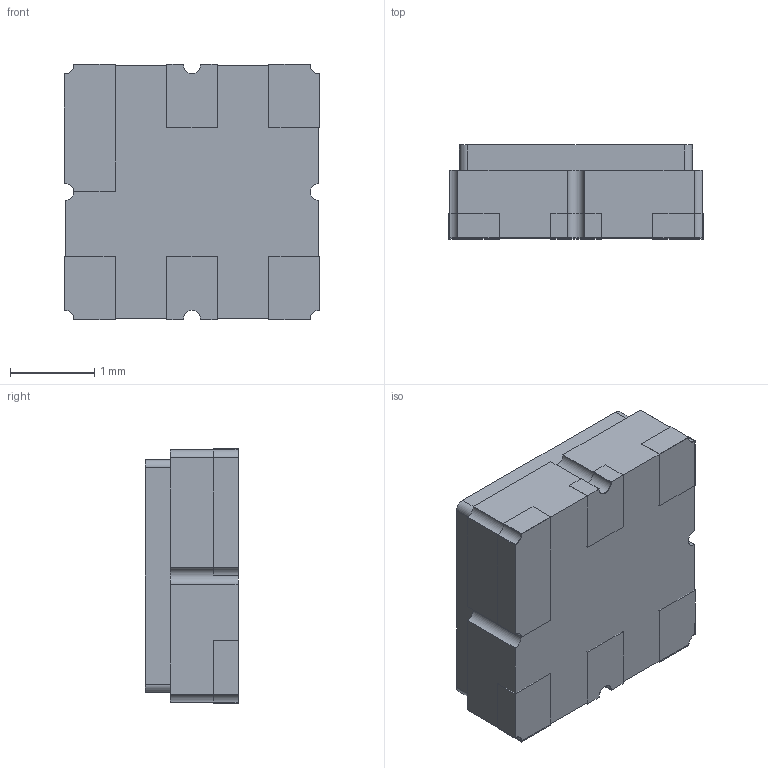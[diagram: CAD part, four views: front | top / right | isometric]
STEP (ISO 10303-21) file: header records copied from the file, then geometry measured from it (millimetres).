
FILE_DESCRIPTION (( 'STEP AP214' ), '1' );
FILE_NAME ('SAW_filter.STEP', '2022-08-29T14:12:46', ( '' ), ( '' ), 'SwSTEP 2.0', 'SolidWorks 2022', '' );
FILE_SCHEMA (( 'AUTOMOTIVE_DESIGN' ));
Length unit declared in the file: millimetre
Products named in the file (1): SAW_filter
Bounding box: 3.02 x 1.11 x 3.02 mm (x, y, z)
Volume: 10.3 mm3; surface area: 42.4 mm2
Topology: 7 solids, 7 shells, 80 faces, 192 edges, 128 vertices
Faces by surface type: plane 54, cylinder 26
Entity records: 3296 total; most frequent: DIRECTION 406, CARTESIAN_POINT 401, ORIENTED_EDGE 384, EDGE_CURVE 192, LINE 140, VECTOR 140, AXIS2_PLACEMENT_3D 133, VERTEX_POINT 128
